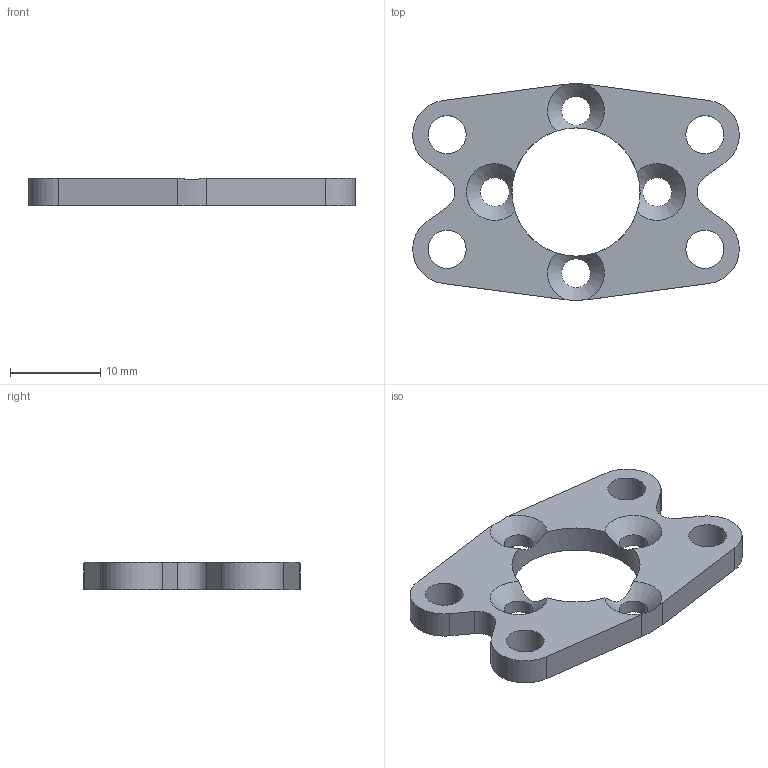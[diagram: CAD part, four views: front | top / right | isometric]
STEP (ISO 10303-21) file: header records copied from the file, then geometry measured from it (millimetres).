
FILE_DESCRIPTION(/* description */ (''),/* implementation_level */ '2;1');
FILE_NAME(/* name */ 'DartBox Pro CF Mount Plates No Screws.step',/* time_stamp */ '2024-05-05T06:40:17-04:00',/* author */ (''),/* organization */ (''),/* preprocessor_version */ 'ST-DEVELOPER v20',/* originating_system */ 'Autodesk Translation Framework v12.20.1.177',/* authorisation */ '');
FILE_SCHEMA (('AUTOMOTIVE_DESIGN { 1 0 10303 214 3 1 1 }'));
Length unit declared in the file: millimetre
Products named in the file (2): DartBox Pro CF Mount Plates; FaceMount Plate
Assembly tree (1 placements, depth 2):
  DartBox Pro CF Mount Plates
    FaceMount Plate
Bounding box: 36.17 x 23.99 x 3 mm (x, y, z)
Volume: 1385.3 mm3; surface area: 1673.9 mm2
Topology: 1 solids, 1 shells, 32 faces, 100 edges, 65 vertices
Faces by surface type: cylinder 17, plane 11, cone 4
Full cylindrical faces by diameter (mm): 3.2 x4, 4.216 x4, 14.2 x1
Entity records: 1281 total; most frequent: CARTESIAN_POINT 267, DIRECTION 211, ORIENTED_EDGE 200, EDGE_CURVE 100, AXIS2_PLACEMENT_3D 83, VERTEX_POINT 65, CIRCLE 48, EDGE_LOOP 45
